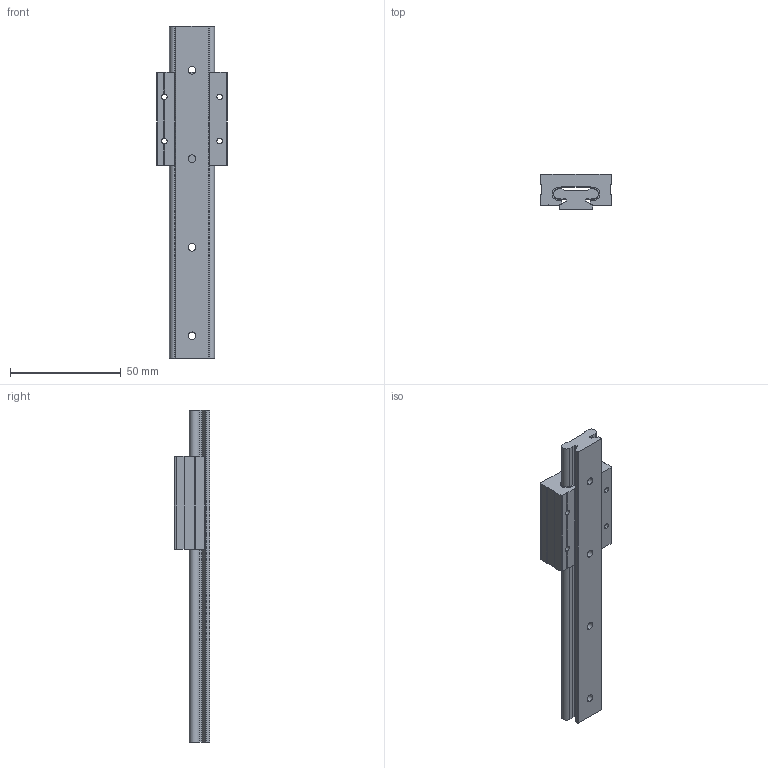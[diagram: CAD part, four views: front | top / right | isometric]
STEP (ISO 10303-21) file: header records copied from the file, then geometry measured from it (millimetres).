
FILE_DESCRIPTION (( 'STEP AP214' ), '1' );
FILE_NAME ('GST_3C00C75485.step', '2020-11-30T09:39:12', ( '' ), ( '' ), 'SwSTEP 2.0', 'SolidWorks 2019', '' );
FILE_SCHEMA (( 'AUTOMOTIVE_DESIGN' ));
Length unit declared in the file: inch
Products named in the file (5): GST_3C00C75485; gDbs9sn2tg_CADModel_0; gDbs9sn2tg_CADModel_1
Assembly tree (2 placements, depth 2):
  GST_3C00C75485
    gDbs9sn2tg_CADModel_1
    gDbs9sn2tg_CADModel_0
  gDbs9sn2tg_CADModel_1
  gDbs9sn2tg_CADModel_0
Bounding box: 32 x 16 x 150 mm (x, y, z)
Volume: 32915.7 mm3; surface area: 18677.4 mm2
Topology: 4 solids, 4 shells, 148 faces, 414 edges, 276 vertices
Faces by surface type: plane 87, cylinder 61
Entity records: 6908 total; most frequent: CARTESIAN_POINT 880, DIRECTION 832, ORIENTED_EDGE 828, EDGE_CURVE 414, VECTOR 280, LINE 280, VERTEX_POINT 276, AXIS2_PLACEMENT_3D 276
